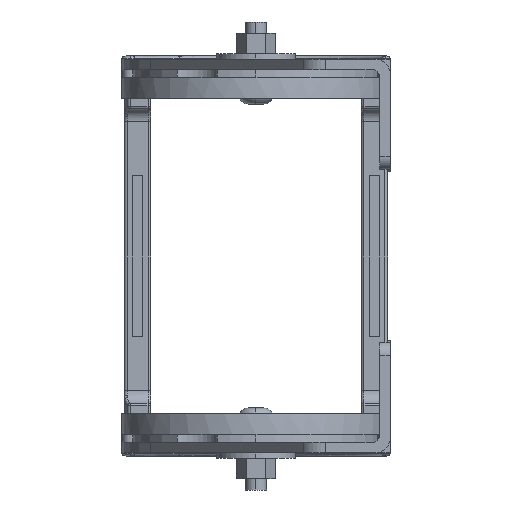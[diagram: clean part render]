
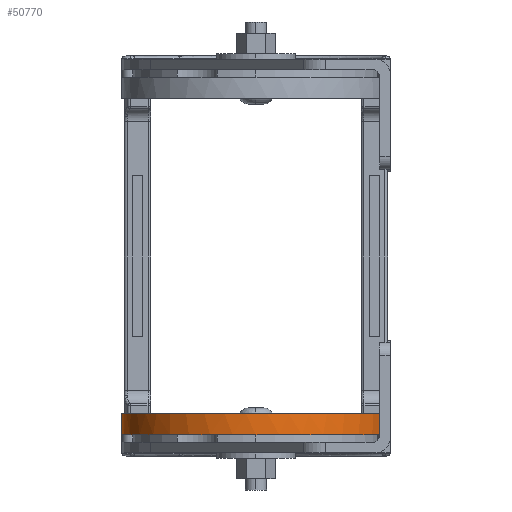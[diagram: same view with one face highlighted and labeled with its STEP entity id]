
A CAD part, left-side view. The second image highlights one B-rep face of the part: STEP entity #50770.
In plain terms, the highlighted cylindrical face has radius 51.061 mm (diameter 102.122 mm), a partial arc.
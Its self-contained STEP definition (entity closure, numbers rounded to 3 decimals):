
#312 = DIRECTION ( 'NONE',  ( 0., 0., -1. ) ) ;
#505 = DIRECTION ( 'NONE',  ( -1., 0., 0. ) ) ;
#751 = CARTESIAN_POINT ( 'NONE',  ( -54.292, -50.86, -295.055 ) ) ;
#890 = EDGE_CURVE ( 'NONE', #12752, #36078, #22299, .T. ) ;
#925 = CIRCLE ( 'NONE', #53383, 51.061 ) ;
#4758 = DIRECTION ( 'NONE',  ( 0., 0., -1. ) ) ;
#5227 = VECTOR ( 'NONE', #4758, 1000. ) ;
#5907 = LINE ( 'NONE', #18123, #5227 ) ;
#8319 = LINE ( 'NONE', #751, #28790 ) ;
#8739 = CARTESIAN_POINT ( 'NONE',  ( -54.292, 0.201, -303.055 ) ) ;
#11257 = CARTESIAN_POINT ( 'NONE',  ( -54.292, 51.262, -295.055 ) ) ;
#12752 = VERTEX_POINT ( 'NONE', #50688 ) ;
#12759 = CARTESIAN_POINT ( 'NONE',  ( -54.292, 51.262, -303.055 ) ) ;
#18123 = CARTESIAN_POINT ( 'NONE',  ( -54.292, 51.262, -295.055 ) ) ;
#18766 = EDGE_LOOP ( 'NONE', ( #27242, #40216, #20372, #34863 ) ) ;
#20287 = CARTESIAN_POINT ( 'NONE',  ( -54.292, -50.86, -295.055 ) ) ;
#20372 = ORIENTED_EDGE ( 'NONE', *, *, #30650, .T. ) ;
#20656 = FACE_OUTER_BOUND ( 'NONE', #18766, .T. ) ;
#20879 = DIRECTION ( 'NONE',  ( 0., 0., -1. ) ) ;
#21272 = CARTESIAN_POINT ( 'NONE',  ( -54.292, 0.201, -295.055 ) ) ;
#22299 =( BOUNDED_CURVE ( )  B_SPLINE_CURVE ( 3, ( #20287, #29237, #38030, #24873 ),
 .UNSPECIFIED., .F., .F. ) 
 B_SPLINE_CURVE_WITH_KNOTS ( ( 4, 4 ),
 ( 0., 1. ),
 .UNSPECIFIED. ) 
 CURVE ( )  GEOMETRIC_REPRESENTATION_ITEM ( )  RATIONAL_B_SPLINE_CURVE ( ( 1., 0.333, 0.333, 1. ) ) 
 REPRESENTATION_ITEM ( '' )  );
#24873 = CARTESIAN_POINT ( 'NONE',  ( -54.292, 51.262, -295.055 ) ) ;
#26893 = DIRECTION ( 'NONE',  ( 0., 0., -1. ) ) ;
#27242 = ORIENTED_EDGE ( 'NONE', *, *, #51233, .F. ) ;
#28790 = VECTOR ( 'NONE', #26893, 1000. ) ;
#29237 = CARTESIAN_POINT ( 'NONE',  ( -156.414, -50.86, -295.055 ) ) ;
#30650 = EDGE_CURVE ( 'NONE', #36078, #47391, #5907, .T. ) ;
#34863 = ORIENTED_EDGE ( 'NONE', *, *, #42723, .F. ) ;
#36078 = VERTEX_POINT ( 'NONE', #11257 ) ;
#38030 = CARTESIAN_POINT ( 'NONE',  ( -156.414, 51.262, -295.055 ) ) ;
#38389 = CYLINDRICAL_SURFACE ( 'NONE', #47846, 51.061 ) ;
#40216 = ORIENTED_EDGE ( 'NONE', *, *, #890, .T. ) ;
#42723 = EDGE_CURVE ( 'NONE', #55444, #47391, #925, .T. ) ;
#47391 = VERTEX_POINT ( 'NONE', #12759 ) ;
#47581 = DIRECTION ( 'NONE',  ( 0., -1., 0. ) ) ;
#47846 = AXIS2_PLACEMENT_3D ( 'NONE', #21272, #20879, #47581 ) ;
#50688 = CARTESIAN_POINT ( 'NONE',  ( -54.292, -50.86, -295.055 ) ) ;
#50770 = ADVANCED_FACE ( 'NONE', ( #20656 ), #38389, .T. ) ;
#51233 = EDGE_CURVE ( 'NONE', #12752, #55444, #8319, .T. ) ;
#53383 = AXIS2_PLACEMENT_3D ( 'NONE', #8739, #312, #505 ) ;
#54341 = CARTESIAN_POINT ( 'NONE',  ( -54.292, -50.86, -303.055 ) ) ;
#55444 = VERTEX_POINT ( 'NONE', #54341 ) ;
